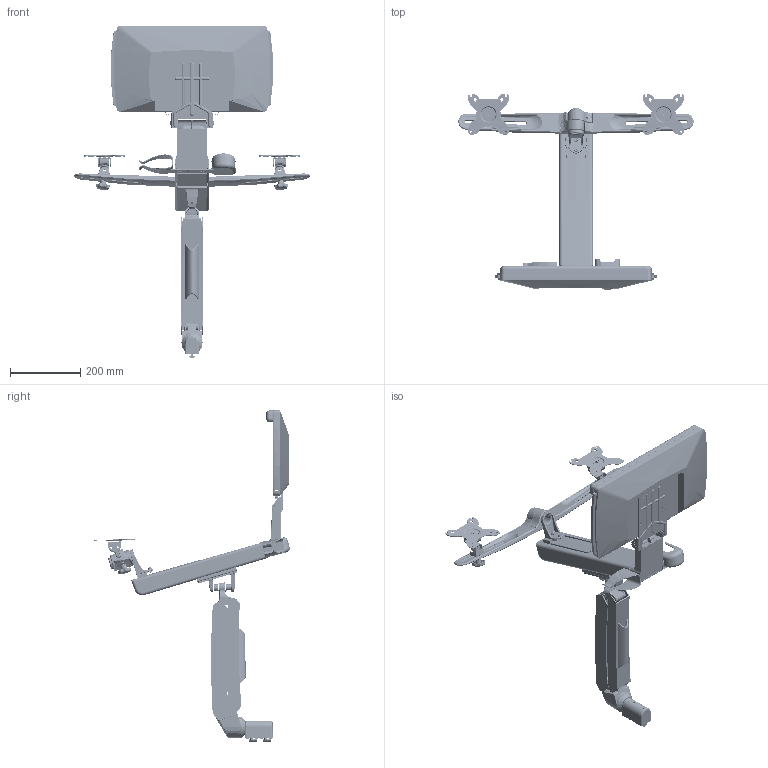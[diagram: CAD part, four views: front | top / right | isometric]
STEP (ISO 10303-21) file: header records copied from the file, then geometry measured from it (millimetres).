
FILE_DESCRIPTION (( 'STEP AP203' ), '1' );
FILE_NAME ('172518.step', '2025-08-14T18:41:38', ( '' ), ( '' ), 'SwSTEP 2.0', 'SolidWorks 2024', '' );
FILE_SCHEMA (( 'CONFIG_CONTROL_DESIGN' ));
Products named in the file (1): 172518
Bounding box: 672 x 558.17 x 947.64 mm (x, y, z)
Volume: 5701097.8 mm3; surface area: 1658860.2 mm2
Topology: 49 solids, 51 shells, 7037 faces, 17492 edges, 10464 vertices
Faces by surface type: cylinder 2215, bspline 1936, plane 1244, torus 862, cone 634, sphere 146
Entity records: 335622 total; most frequent: CARTESIAN_POINT 186824, ORIENTED_EDGE 34548, DIRECTION 26926, EDGE_CURVE 17274, AXIS2_PLACEMENT_3D 11013, VERTEX_POINT 10461, EDGE_LOOP 7419, FACE_OUTER_BOUND 7037
